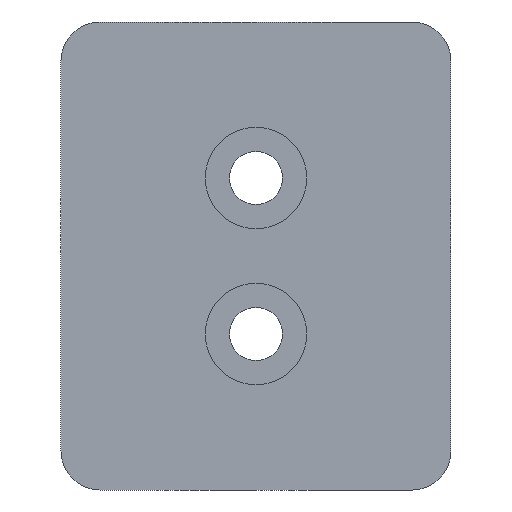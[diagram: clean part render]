
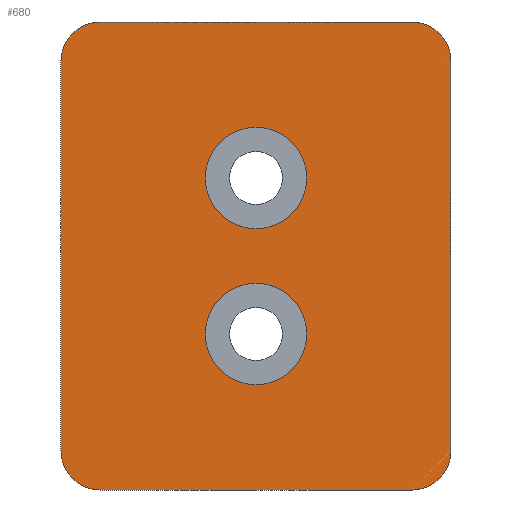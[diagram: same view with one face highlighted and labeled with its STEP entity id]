
A CAD part, front view. The second image highlights one B-rep face of the part: STEP entity #680.
In plain terms, the highlighted planar face has unit normal (0, -1, 0).
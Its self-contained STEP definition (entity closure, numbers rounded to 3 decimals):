
#14 = VERTEX_POINT ( 'NONE', #391 ) ;
#16 = DIRECTION ( 'NONE',  ( 0., 0., -1. ) ) ;
#27 = CARTESIAN_POINT ( 'NONE',  ( 0., 0., -30. ) ) ;
#32 = CARTESIAN_POINT ( 'NONE',  ( 25., 0., -27.5 ) ) ;
#34 = CARTESIAN_POINT ( 'NONE',  ( 12.5, 0., -6.75 ) ) ;
#39 = EDGE_CURVE ( 'NONE', #126, #98, #271, .T. ) ;
#45 = DIRECTION ( 'NONE',  ( 0., 0., 1. ) ) ;
#68 = EDGE_CURVE ( 'NONE', #532, #14, #572, .T. ) ;
#72 = VERTEX_POINT ( 'NONE', #542 ) ;
#74 = DIRECTION ( 'NONE',  ( 0., 0., -1. ) ) ;
#80 = DIRECTION ( 'NONE',  ( 0., 0., -1. ) ) ;
#82 = DIRECTION ( 'NONE',  ( 0., -1., 0. ) ) ;
#93 = EDGE_CURVE ( 'NONE', #14, #532, #404, .T. ) ;
#98 = VERTEX_POINT ( 'NONE', #32 ) ;
#100 = EDGE_LOOP ( 'NONE', ( #585, #135, #546, #304, #366, #544, #606, #393 ) ) ;
#102 = VERTEX_POINT ( 'NONE', #238 ) ;
#114 = EDGE_CURVE ( 'NONE', #324, #102, #148, .T. ) ;
#118 = CARTESIAN_POINT ( 'NONE',  ( 22.5, 0., -27.5 ) ) ;
#124 = VECTOR ( 'NONE', #45, 1000. ) ;
#126 = VERTEX_POINT ( 'NONE', #198 ) ;
#131 = CARTESIAN_POINT ( 'NONE',  ( 25., 0., 0. ) ) ;
#135 = ORIENTED_EDGE ( 'NONE', *, *, #354, .T. ) ;
#139 = CIRCLE ( 'NONE', #623, 2.5 ) ;
#144 = CARTESIAN_POINT ( 'NONE',  ( 0., 0., 0. ) ) ;
#146 = DIRECTION ( 'NONE',  ( 1., 0., 0. ) ) ;
#148 = LINE ( 'NONE', #144, #358 ) ;
#149 = DIRECTION ( 'NONE',  ( 0., 0., -1. ) ) ;
#150 = PLANE ( 'NONE',  #669 ) ;
#155 = EDGE_LOOP ( 'NONE', ( #383, #580 ) ) ;
#164 = EDGE_CURVE ( 'NONE', #212, #586, #527, .T. ) ;
#166 = EDGE_CURVE ( 'NONE', #324, #586, #605, .T. ) ;
#175 = FACE_BOUND ( 'NONE', #475, .T. ) ;
#181 = CIRCLE ( 'NONE', #634, 2.5 ) ;
#198 = CARTESIAN_POINT ( 'NONE',  ( 25., 0., -2.5 ) ) ;
#212 = VERTEX_POINT ( 'NONE', #637 ) ;
#214 = CARTESIAN_POINT ( 'NONE',  ( 0., 0., -2.5 ) ) ;
#216 = LINE ( 'NONE', #27, #244 ) ;
#219 = CIRCLE ( 'NONE', #467, 3.25 ) ;
#221 = CARTESIAN_POINT ( 'NONE',  ( 12.5, 0., -20. ) ) ;
#238 = CARTESIAN_POINT ( 'NONE',  ( 22.5, 0., 0. ) ) ;
#244 = VECTOR ( 'NONE', #490, 1000. ) ;
#262 = ORIENTED_EDGE ( 'NONE', *, *, #464, .F. ) ;
#271 = LINE ( 'NONE', #131, #530 ) ;
#284 = CARTESIAN_POINT ( 'NONE',  ( 12.5, 0., -10. ) ) ;
#294 = EDGE_CURVE ( 'NONE', #555, #98, #139, .T. ) ;
#304 = ORIENTED_EDGE ( 'NONE', *, *, #294, .T. ) ;
#322 = CARTESIAN_POINT ( 'NONE',  ( 2.5, 0., -27.5 ) ) ;
#324 = VERTEX_POINT ( 'NONE', #438 ) ;
#327 = AXIS2_PLACEMENT_3D ( 'NONE', #221, #439, #665 ) ;
#335 = DIRECTION ( 'NONE',  ( 0., -1., 0. ) ) ;
#342 = CARTESIAN_POINT ( 'NONE',  ( 22.5, 0., -2.5 ) ) ;
#345 = AXIS2_PLACEMENT_3D ( 'NONE', #507, #491, #448 ) ;
#350 = AXIS2_PLACEMENT_3D ( 'NONE', #322, #595, #74 ) ;
#354 = EDGE_CURVE ( 'NONE', #212, #638, #433, .T. ) ;
#358 = VECTOR ( 'NONE', #146, 1000. ) ;
#366 = ORIENTED_EDGE ( 'NONE', *, *, #39, .F. ) ;
#382 = FACE_OUTER_BOUND ( 'NONE', #100, .T. ) ;
#383 = ORIENTED_EDGE ( 'NONE', *, *, #68, .F. ) ;
#384 = DIRECTION ( 'NONE',  ( 0., 0., -1. ) ) ;
#391 = CARTESIAN_POINT ( 'NONE',  ( 12.5, 0., -16.75 ) ) ;
#393 = ORIENTED_EDGE ( 'NONE', *, *, #166, .T. ) ;
#403 = EDGE_CURVE ( 'NONE', #555, #638, #216, .T. ) ;
#404 = CIRCLE ( 'NONE', #327, 3.25 ) ;
#409 = EDGE_CURVE ( 'NONE', #126, #102, #181, .T. ) ;
#425 = EDGE_CURVE ( 'NONE', #473, #72, #517, .T. ) ;
#427 = CARTESIAN_POINT ( 'NONE',  ( 2.5, 0., -30. ) ) ;
#433 = CIRCLE ( 'NONE', #350, 2.5 ) ;
#438 = CARTESIAN_POINT ( 'NONE',  ( 2.5, 0., 0. ) ) ;
#439 = DIRECTION ( 'NONE',  ( 0., -1., 0. ) ) ;
#441 = FACE_BOUND ( 'NONE', #155, .T. ) ;
#445 = CARTESIAN_POINT ( 'NONE',  ( 22.5, 0., -30. ) ) ;
#448 = DIRECTION ( 'NONE',  ( 0., 0., -1. ) ) ;
#455 = CARTESIAN_POINT ( 'NONE',  ( 12.5, 0., -23.25 ) ) ;
#464 = EDGE_CURVE ( 'NONE', #72, #473, #219, .T. ) ;
#467 = AXIS2_PLACEMENT_3D ( 'NONE', #284, #335, #554 ) ;
#473 = VERTEX_POINT ( 'NONE', #34 ) ;
#475 = EDGE_LOOP ( 'NONE', ( #262, #502 ) ) ;
#490 = DIRECTION ( 'NONE',  ( -1., 0., 0. ) ) ;
#491 = DIRECTION ( 'NONE',  ( 0., -1., 0. ) ) ;
#495 = DIRECTION ( 'NONE',  ( 0., 0., -1. ) ) ;
#502 = ORIENTED_EDGE ( 'NONE', *, *, #425, .F. ) ;
#506 = DIRECTION ( 'NONE',  ( 0., -1., 0. ) ) ;
#507 = CARTESIAN_POINT ( 'NONE',  ( 12.5, 0., -20. ) ) ;
#517 = CIRCLE ( 'NONE', #610, 3.25 ) ;
#522 = CARTESIAN_POINT ( 'NONE',  ( 0., 0., 0. ) ) ;
#525 = CARTESIAN_POINT ( 'NONE',  ( 2.5, 0., -2.5 ) ) ;
#527 = LINE ( 'NONE', #522, #124 ) ;
#530 = VECTOR ( 'NONE', #80, 1000. ) ;
#531 = DIRECTION ( 'NONE',  ( 0., 0., -1. ) ) ;
#532 = VERTEX_POINT ( 'NONE', #455 ) ;
#542 = CARTESIAN_POINT ( 'NONE',  ( 12.5, 0., -13.25 ) ) ;
#544 = ORIENTED_EDGE ( 'NONE', *, *, #409, .T. ) ;
#546 = ORIENTED_EDGE ( 'NONE', *, *, #403, .F. ) ;
#554 = DIRECTION ( 'NONE',  ( 0., 0., -1. ) ) ;
#555 = VERTEX_POINT ( 'NONE', #445 ) ;
#562 = CARTESIAN_POINT ( 'NONE',  ( 12.5, 0., -10. ) ) ;
#564 = AXIS2_PLACEMENT_3D ( 'NONE', #525, #642, #531 ) ;
#572 = CIRCLE ( 'NONE', #345, 3.25 ) ;
#576 = CARTESIAN_POINT ( 'NONE',  ( 0., 0., 0. ) ) ;
#580 = ORIENTED_EDGE ( 'NONE', *, *, #93, .F. ) ;
#585 = ORIENTED_EDGE ( 'NONE', *, *, #164, .F. ) ;
#586 = VERTEX_POINT ( 'NONE', #214 ) ;
#595 = DIRECTION ( 'NONE',  ( 0., -1., 0. ) ) ;
#605 = CIRCLE ( 'NONE', #564, 2.5 ) ;
#606 = ORIENTED_EDGE ( 'NONE', *, *, #114, .F. ) ;
#610 = AXIS2_PLACEMENT_3D ( 'NONE', #562, #82, #16 ) ;
#623 = AXIS2_PLACEMENT_3D ( 'NONE', #118, #506, #384 ) ;
#627 = DIRECTION ( 'NONE',  ( 0., -1., 0. ) ) ;
#634 = AXIS2_PLACEMENT_3D ( 'NONE', #342, #663, #495 ) ;
#637 = CARTESIAN_POINT ( 'NONE',  ( 0., 0., -27.5 ) ) ;
#638 = VERTEX_POINT ( 'NONE', #427 ) ;
#642 = DIRECTION ( 'NONE',  ( 0., -1., 0. ) ) ;
#663 = DIRECTION ( 'NONE',  ( 0., -1., 0. ) ) ;
#665 = DIRECTION ( 'NONE',  ( 0., 0., -1. ) ) ;
#669 = AXIS2_PLACEMENT_3D ( 'NONE', #576, #627, #149 ) ;
#680 = ADVANCED_FACE ( 'NONE', ( #441, #175, #382 ), #150, .T. ) ;
